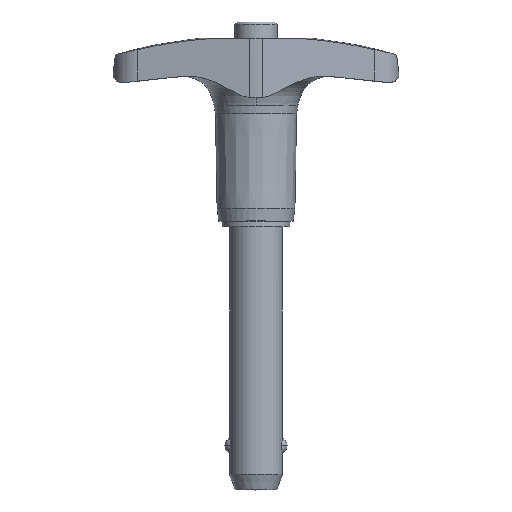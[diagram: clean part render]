
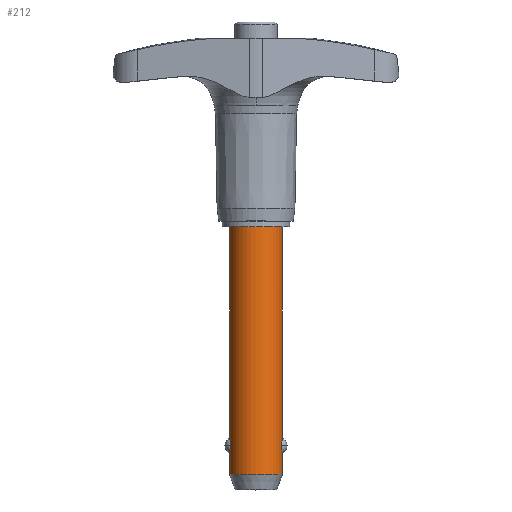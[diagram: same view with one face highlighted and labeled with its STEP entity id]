
A CAD part, top view. The second image highlights one B-rep face of the part: STEP entity #212.
In plain terms, the highlighted cylindrical face has radius 4.763 mm (diameter 9.525 mm), a partial arc.
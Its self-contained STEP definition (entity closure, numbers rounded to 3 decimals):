
#212=ADVANCED_FACE('',(#439),#440,.T.);
#439=FACE_OUTER_BOUND('',#674,.T.);
#440=CYLINDRICAL_SURFACE('',#675,4.763);
#674=EDGE_LOOP('',(#1269,#1270,#1271,#1272,#1273,#1274,#1275,#1276,#1277,#1278));
#675=AXIS2_PLACEMENT_3D('',#1279,#1280,#1281);
#1269=ORIENTED_EDGE('',*,*,#1696,.T.);
#1270=ORIENTED_EDGE('',*,*,#1614,.T.);
#1271=ORIENTED_EDGE('',*,*,#1657,.T.);
#1272=ORIENTED_EDGE('',*,*,#1697,.T.);
#1273=ORIENTED_EDGE('',*,*,#1686,.F.);
#1274=ORIENTED_EDGE('',*,*,#1698,.T.);
#1275=ORIENTED_EDGE('',*,*,#1682,.T.);
#1276=ORIENTED_EDGE('',*,*,#1691,.T.);
#1277=ORIENTED_EDGE('',*,*,#1699,.T.);
#1278=ORIENTED_EDGE('',*,*,#1700,.T.);
#1279=CARTESIAN_POINT('',(0.0,-23.686,0.0));
#1280=DIRECTION('',(-0.0,1.0,0.0));
#1281=DIRECTION('',(1.0,0.0,0.0));
#1614=EDGE_CURVE('',#2005,#2003,#2006,.T.);
#1657=EDGE_CURVE('',#2003,#2063,#2065,.T.);
#1682=EDGE_CURVE('',#2095,#2092,#2096,.T.);
#1686=EDGE_CURVE('',#2100,#2099,#2102,.T.);
#1691=EDGE_CURVE('',#2092,#2106,#2108,.T.);
#1696=EDGE_CURVE('',#2009,#2005,#2113,.T.);
#1697=EDGE_CURVE('',#2063,#2099,#2114,.T.);
#1698=EDGE_CURVE('',#2100,#2095,#2115,.T.);
#1699=EDGE_CURVE('',#2106,#2011,#2116,.T.);
#1700=EDGE_CURVE('',#2011,#2009,#2117,.T.);
#2003=VERTEX_POINT('',#3332);
#2005=VERTEX_POINT('',#3334);
#2006=B_SPLINE_CURVE_WITH_KNOTS('',3,(#3335,#3336,#3337,#3338,#3339,#3340,#3341,#3342,#3343,#3344,#3345,#3346,#3347,#3348),.UNSPECIFIED.,.F.,.F.,(4,2,2,2,2,2,4),(2.083,2.447,2.811,3.028,3.245,3.706,4.167),.UNSPECIFIED.);
#2009=VERTEX_POINT('',#3364);
#2011=VERTEX_POINT('',#3367);
#2063=VERTEX_POINT('',#3571);
#2065=B_SPLINE_CURVE_WITH_KNOTS('',3,(#3586,#3587,#3588,#3589,#3590,#3591,#3592,#3593,#3594,#3595,#3596,#3597,#3598,#3599),.UNSPECIFIED.,.F.,.F.,(4,2,2,2,2,2,4),(4.167,4.628,5.089,5.305,5.522,5.886,6.25),.UNSPECIFIED.);
#2092=VERTEX_POINT('',#3721);
#2095=VERTEX_POINT('',#3724);
#2096=B_SPLINE_CURVE_WITH_KNOTS('',3,(#3725,#3726,#3727,#3728,#3729,#3730,#3731,#3732,#3733,#3734,#3735,#3736,#3737,#3738),.UNSPECIFIED.,.F.,.F.,(4,2,2,2,2,2,4),(6.25,6.614,6.978,7.194,7.411,7.872,8.333),.UNSPECIFIED.);
#2099=VERTEX_POINT('',#3754);
#2100=VERTEX_POINT('',#3755);
#2102=CIRCLE('',#3757,4.763);
#2106=VERTEX_POINT('',#3770);
#2108=B_SPLINE_CURVE_WITH_KNOTS('',3,(#3785,#3786,#3787,#3788,#3789,#3790,#3791,#3792,#3793,#3794,#3795,#3796,#3797,#3798),.UNSPECIFIED.,.F.,.F.,(4,2,2,2,2,2,4),(0.0,0.461,0.922,1.139,1.355,1.719,2.083),.UNSPECIFIED.);
#2113=LINE('',#3804,#3805);
#2114=LINE('',#3806,#3807);
#2115=LINE('',#3808,#3809);
#2116=LINE('',#3810,#3811);
#2117=CIRCLE('',#3812,4.763);
#3332=CARTESIAN_POINT('',(4.543,-39.44,1.429));
#3334=CARTESIAN_POINT('',(4.763,-40.78,0.));
#3335=CARTESIAN_POINT('',(4.763,-40.78,0.0));
#3336=CARTESIAN_POINT('',(4.763,-40.78,0.121));
#3337=CARTESIAN_POINT('',(4.757,-40.765,0.253));
#3338=CARTESIAN_POINT('',(4.737,-40.7,0.507));
#3339=CARTESIAN_POINT('',(4.722,-40.651,0.629));
#3340=CARTESIAN_POINT('',(4.696,-40.558,0.797));
#3341=CARTESIAN_POINT('',(4.684,-40.515,0.863));
#3342=CARTESIAN_POINT('',(4.66,-40.419,0.985));
#3343=CARTESIAN_POINT('',(4.647,-40.365,1.042));
#3344=CARTESIAN_POINT('',(4.612,-40.2,1.192));
#3345=CARTESIAN_POINT('',(4.587,-40.06,1.282));
#3346=CARTESIAN_POINT('',(4.552,-39.757,1.4));
#3347=CARTESIAN_POINT('',(4.543,-39.593,1.429));
#3348=CARTESIAN_POINT('',(4.543,-39.44,1.429));
#3364=CARTESIAN_POINT('',(4.763,-44.59,0.0));
#3367=CARTESIAN_POINT('',(-4.763,-44.59,0.));
#3571=CARTESIAN_POINT('',(4.763,-38.1,0.));
#3586=CARTESIAN_POINT('',(4.543,-39.44,1.429));
#3587=CARTESIAN_POINT('',(4.543,-39.286,1.429));
#3588=CARTESIAN_POINT('',(4.552,-39.122,1.4));
#3589=CARTESIAN_POINT('',(4.587,-38.819,1.282));
#3590=CARTESIAN_POINT('',(4.612,-38.68,1.192));
#3591=CARTESIAN_POINT('',(4.647,-38.515,1.042));
#3592=CARTESIAN_POINT('',(4.66,-38.461,0.985));
#3593=CARTESIAN_POINT('',(4.684,-38.364,0.863));
#3594=CARTESIAN_POINT('',(4.696,-38.322,0.797));
#3595=CARTESIAN_POINT('',(4.722,-38.229,0.629));
#3596=CARTESIAN_POINT('',(4.737,-38.179,0.507));
#3597=CARTESIAN_POINT('',(4.757,-38.115,0.253));
#3598=CARTESIAN_POINT('',(4.763,-38.1,0.121));
#3599=CARTESIAN_POINT('',(4.763,-38.1,0.));
#3721=CARTESIAN_POINT('',(-4.543,-39.44,1.429));
#3724=CARTESIAN_POINT('',(-4.763,-38.1,0.));
#3725=CARTESIAN_POINT('',(-4.763,-38.1,0.));
#3726=CARTESIAN_POINT('',(-4.763,-38.1,0.121));
#3727=CARTESIAN_POINT('',(-4.757,-38.115,0.253));
#3728=CARTESIAN_POINT('',(-4.737,-38.179,0.507));
#3729=CARTESIAN_POINT('',(-4.722,-38.229,0.629));
#3730=CARTESIAN_POINT('',(-4.696,-38.322,0.797));
#3731=CARTESIAN_POINT('',(-4.684,-38.364,0.863));
#3732=CARTESIAN_POINT('',(-4.66,-38.461,0.985));
#3733=CARTESIAN_POINT('',(-4.647,-38.515,1.042));
#3734=CARTESIAN_POINT('',(-4.612,-38.68,1.192));
#3735=CARTESIAN_POINT('',(-4.587,-38.819,1.282));
#3736=CARTESIAN_POINT('',(-4.552,-39.122,1.4));
#3737=CARTESIAN_POINT('',(-4.543,-39.286,1.429));
#3738=CARTESIAN_POINT('',(-4.543,-39.44,1.429));
#3754=CARTESIAN_POINT('',(4.763,0.0,0.0));
#3755=CARTESIAN_POINT('',(-4.763,0.0,0.));
#3757=AXIS2_PLACEMENT_3D('',#4175,#4176,#4177);
#3770=CARTESIAN_POINT('',(-4.763,-40.78,0.));
#3785=CARTESIAN_POINT('',(-4.543,-39.44,1.429));
#3786=CARTESIAN_POINT('',(-4.543,-39.593,1.429));
#3787=CARTESIAN_POINT('',(-4.552,-39.757,1.4));
#3788=CARTESIAN_POINT('',(-4.587,-40.06,1.282));
#3789=CARTESIAN_POINT('',(-4.612,-40.2,1.192));
#3790=CARTESIAN_POINT('',(-4.647,-40.365,1.042));
#3791=CARTESIAN_POINT('',(-4.66,-40.419,0.985));
#3792=CARTESIAN_POINT('',(-4.684,-40.515,0.863));
#3793=CARTESIAN_POINT('',(-4.696,-40.558,0.797));
#3794=CARTESIAN_POINT('',(-4.722,-40.651,0.629));
#3795=CARTESIAN_POINT('',(-4.737,-40.7,0.507));
#3796=CARTESIAN_POINT('',(-4.757,-40.765,0.253));
#3797=CARTESIAN_POINT('',(-4.763,-40.78,0.121));
#3798=CARTESIAN_POINT('',(-4.763,-40.78,0.));
#3804=CARTESIAN_POINT('',(4.763,-23.686,0.));
#3805=VECTOR('',#4179,1.0);
#3806=CARTESIAN_POINT('',(4.763,-23.686,0.));
#3807=VECTOR('',#4180,1.0);
#3808=CARTESIAN_POINT('',(-4.763,-23.686,0.));
#3809=VECTOR('',#4181,1.0);
#3810=CARTESIAN_POINT('',(-4.763,-23.686,0.));
#3811=VECTOR('',#4182,1.0);
#3812=AXIS2_PLACEMENT_3D('',#4183,#4184,#4185);
#4175=CARTESIAN_POINT('',(0.0,0.0,0.0));
#4176=DIRECTION('',(-0.0,1.0,0.0));
#4177=DIRECTION('',(1.0,0.0,0.0));
#4179=DIRECTION('',(0.0,1.0,0.0));
#4180=DIRECTION('',(0.0,1.0,0.0));
#4181=DIRECTION('',(-0.0,-1.0,-0.0));
#4182=DIRECTION('',(-0.0,-1.0,-0.0));
#4183=CARTESIAN_POINT('',(0.0,-44.59,0.0));
#4184=DIRECTION('',(0.,1.0,0.0));
#4185=DIRECTION('',(1.0,0.,0.0));
